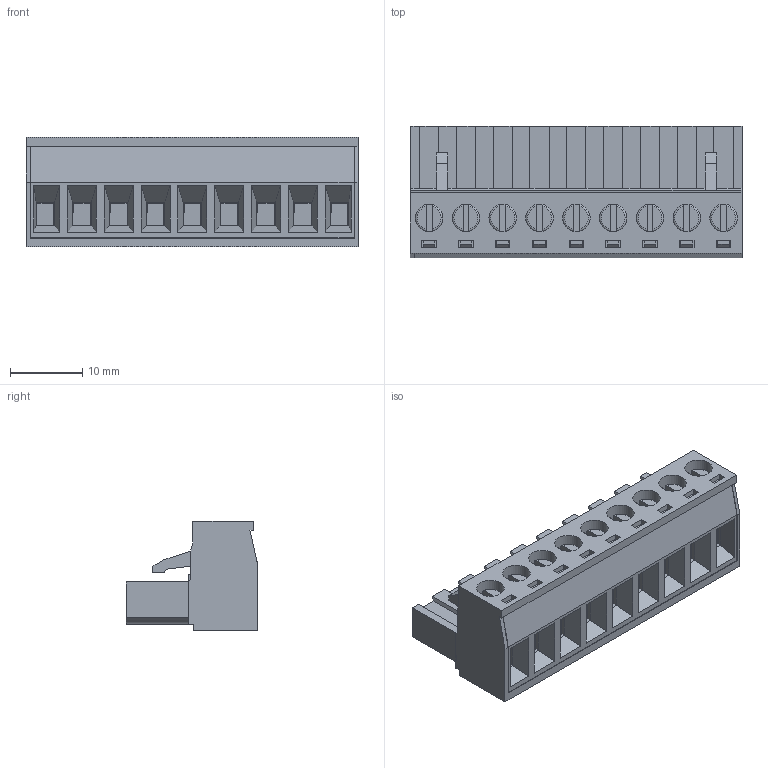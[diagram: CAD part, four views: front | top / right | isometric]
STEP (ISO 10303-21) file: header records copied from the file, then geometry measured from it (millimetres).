
FILE_DESCRIPTION(/* description */ ('Unknown'),/* implementation_level */ '2;1');
FILE_NAME(/* name */ '691351500009',/* time_stamp */ '2021-01-04T16:11:42+01:00',/* author */ ('Unknown'),/* organization */ ('Unknown'),/* preprocessor_version */ 'ST-DEVELOPER v16.7',/* originating_system */ 'DEX',/* authorisation */ $);
FILE_SCHEMA (('AUTOMOTIVE_DESIGN {1 0 10303 214 3 1 1}'));
Length unit declared in the file: millimetre
Products named in the file (6): 6913515000xx; 691351500009; 6913515000xx_CAGE; 6913515000xx_PIN; 6913515000xx_VIS; 691351500009_CAPOT
Assembly tree (29 placements, depth 2):
  6913515000xx
    691351500009
    6913515000xx_CAGE  x9
    6913515000xx_PIN  x9
    6913515000xx_VIS  x9
    691351500009_CAPOT
Bounding box: 45.82 x 18.2 x 15.1 mm (x, y, z)
Volume: 5174.5 mm3; surface area: 14067.2 mm2
Topology: 29 solids, 29 shells, 2102 faces, 5710 edges, 3728 vertices
Faces by surface type: plane 1552, cylinder 505, torus 27, cone 18
Full cylindrical faces by diameter (mm): 1.6 x9, 2.2 x9, 2.5 x9, 2.9 x9, 2.95 x9, 3 x9, 3.8 x18
Entity records: 34750 total; most frequent: CARTESIAN_POINT 6079, ORIENTED_EDGE 5898, DIRECTION 5534, EDGE_CURVE 2949, LINE 2636, VECTOR 2636, VERTEX_POINT 1946, AXIS2_PLACEMENT_3D 1449
